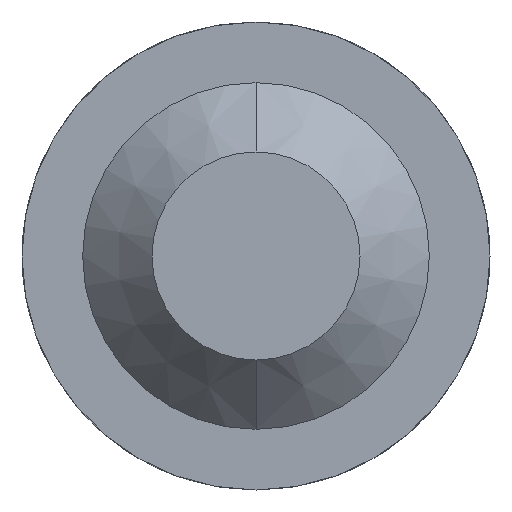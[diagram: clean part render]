
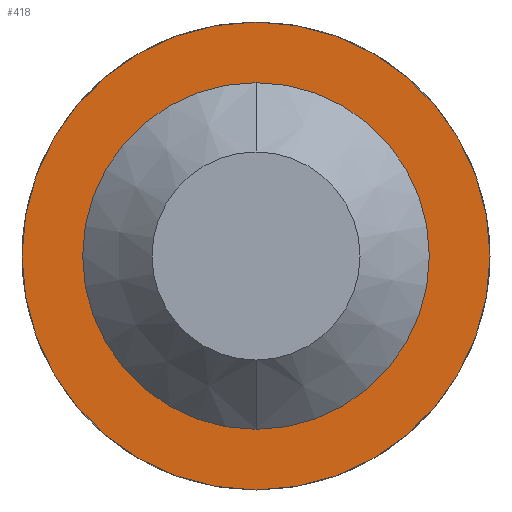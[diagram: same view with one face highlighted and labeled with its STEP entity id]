
A CAD part, front view. The second image highlights one B-rep face of the part: STEP entity #418.
In plain terms, the highlighted planar face has unit normal (0, -1, 0).
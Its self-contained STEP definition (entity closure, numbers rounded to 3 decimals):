
#18 = CARTESIAN_POINT ( 'NONE',  ( 0., 12., -0.675 ) ) ;
#22 = DIRECTION ( 'NONE',  ( 0., -1., 0. ) ) ;
#94 = DIRECTION ( 'NONE',  ( 0., -1., 0. ) ) ;
#124 = EDGE_CURVE ( 'Defeature ausgef�hrt2_2+Defeature ausgef�hrt2_4+Defeature ausgef�hrt2_4+Defeature ausgef�hrt2_4', #170, #3100, #909, .T. ) ;
#170 = VERTEX_POINT ( 'NONE', #3039 ) ;
#415 = CIRCLE ( 'NONE', #2655, 0.5 ) ;
#418 = ADVANCED_FACE ( 'Defeature ausgef�hrt2_4', ( #611, #731 ), #820, .T. ) ;
#427 = DIRECTION ( 'NONE',  ( 0., 0., -1. ) ) ;
#428 = DIRECTION ( 'NONE',  ( 0., -1., 0. ) ) ;
#532 = CARTESIAN_POINT ( 'NONE',  ( 0.5, 12., 0. ) ) ;
#588 = VERTEX_POINT ( 'NONE', #18 ) ;
#611 = FACE_OUTER_BOUND ( 'NONE', #1791, .T. ) ;
#670 = ORIENTED_EDGE ( 'NONE', *, *, #1121, .F. ) ;
#726 = AXIS2_PLACEMENT_3D ( 'NONE', #532, #22, #1072 ) ;
#731 = FACE_BOUND ( 'NONE', #1932, .T. ) ;
#820 = PLANE ( 'NONE',  #726 ) ;
#855 = CARTESIAN_POINT ( 'NONE',  ( 0., 12., 0. ) ) ;
#895 = ORIENTED_EDGE ( 'NONE', *, *, #2714, .T. ) ;
#909 = CIRCLE ( 'NONE', #2737, 0.5 ) ;
#980 = AXIS2_PLACEMENT_3D ( 'NONE', #3228, #94, #1869 ) ;
#1072 = DIRECTION ( 'NONE',  ( 0., 0., -1. ) ) ;
#1121 = EDGE_CURVE ( 'Defeature ausgef�hrt2_2+Defeature ausgef�hrt2_4+Defeature ausgef�hrt2_4+Defeature ausgef�hrt2_4', #3100, #170, #415, .T. ) ;
#1260 = ORIENTED_EDGE ( 'NONE', *, *, #1866, .T. ) ;
#1435 = DIRECTION ( 'NONE',  ( 0., -1., 0. ) ) ;
#1599 = CARTESIAN_POINT ( 'NONE',  ( 0., 12., -0.5 ) ) ;
#1616 = DIRECTION ( 'NONE',  ( 0., 0., -1. ) ) ;
#1725 = DIRECTION ( 'NONE',  ( 0., 0., -1. ) ) ;
#1775 = AXIS2_PLACEMENT_3D ( 'NONE', #2227, #1435, #427 ) ;
#1791 = EDGE_LOOP ( 'NONE', ( #895, #1260 ) ) ;
#1835 = CIRCLE ( 'NONE', #1775, 0.675 ) ;
#1866 = EDGE_CURVE ( 'Defeature ausgef�hrt2_4+Defeature ausgef�hrt2_5+Defeature ausgef�hrt2_5+Defeature ausgef�hrt2_5', #2019, #588, #1835, .T. ) ;
#1869 = DIRECTION ( 'NONE',  ( 0., 0., -1. ) ) ;
#1932 = EDGE_LOOP ( 'NONE', ( #670, #2834 ) ) ;
#1952 = CIRCLE ( 'NONE', #980, 0.675 ) ;
#1976 = CARTESIAN_POINT ( 'NONE',  ( 0., 12., 0. ) ) ;
#2019 = VERTEX_POINT ( 'NONE', #2537 ) ;
#2227 = CARTESIAN_POINT ( 'NONE',  ( 0., 12., 0. ) ) ;
#2456 = DIRECTION ( 'NONE',  ( 0., -1., 0. ) ) ;
#2537 = CARTESIAN_POINT ( 'NONE',  ( 0., 12., 0.675 ) ) ;
#2655 = AXIS2_PLACEMENT_3D ( 'NONE', #855, #2456, #1616 ) ;
#2714 = EDGE_CURVE ( 'Defeature ausgef�hrt2_4+Defeature ausgef�hrt2_5+Defeature ausgef�hrt2_5+Defeature ausgef�hrt2_5', #588, #2019, #1952, .T. ) ;
#2737 = AXIS2_PLACEMENT_3D ( 'NONE', #1976, #428, #1725 ) ;
#2834 = ORIENTED_EDGE ( 'NONE', *, *, #124, .F. ) ;
#3039 = CARTESIAN_POINT ( 'NONE',  ( 0., 12., 0.5 ) ) ;
#3100 = VERTEX_POINT ( 'NONE', #1599 ) ;
#3228 = CARTESIAN_POINT ( 'NONE',  ( 0., 12., 0. ) ) ;
